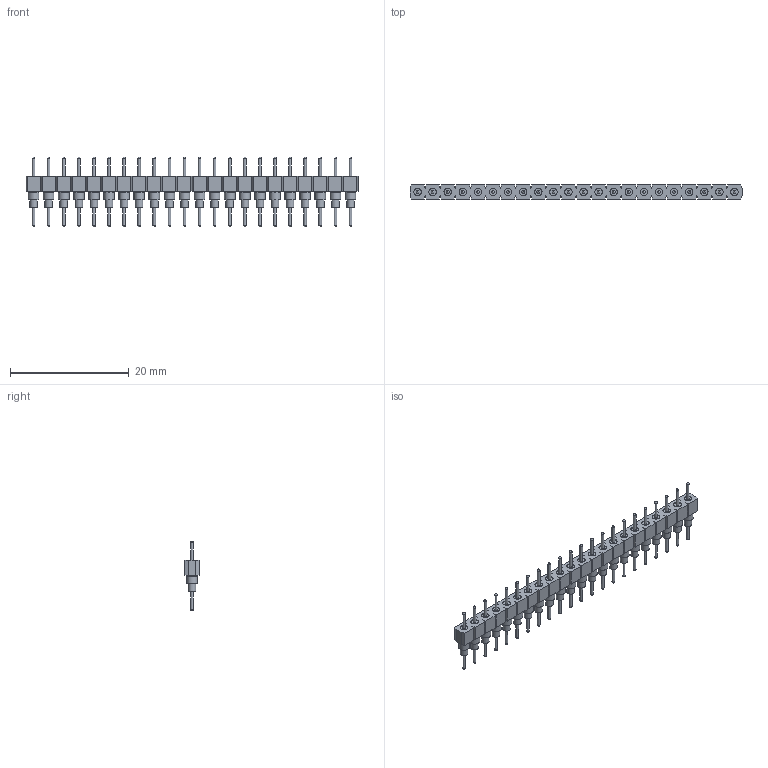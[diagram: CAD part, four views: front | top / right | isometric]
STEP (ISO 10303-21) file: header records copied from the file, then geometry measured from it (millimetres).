
FILE_DESCRIPTION(('FreeCAD Model'),'2;1');
FILE_NAME('Open CASCADE Shape Model','2025-01-12T11:53:49',(''),(''), 'Open CASCADE STEP processor 7.8','FreeCAD','Unknown');
FILE_SCHEMA(('AUTOMOTIVE_DESIGN { 1 0 10303 214 1 1 1 1 }'));
Length unit declared in the file: millimetre
Products named in the file (23): BBS-122-G-A_pins021; BBS-122-G-A_socket; BBS-122-G-A_pins; BBS-122-G-A_pins001; BBS-122-G-A_pins002; BBS-122-G-A_pins003; BBS-122-G-A_pins004; BBS-122-G-A_pins005; BBS-122-G-A_pins006; BBS-122-G-A_pins007; BBS-122-G-A_pins008; BBS-122-G-A_pins009; BBS-122-G-A_pins010; BBS-122-G-A_pins011; BBS-122-G-A_pins012; BBS-122-G-A_pins013; BBS-122-G-A_pins014; BBS-122-G-A_pins015; BBS-122-G-A_pins016; BBS-122-G-A_pins017; BBS-122-G-A_pins018; BBS-122-G-A_pins019; BBS-122-G-A_pins020
Bounding box: 55.88 x 2.44 x 11.68 mm (x, y, z)
Volume: 466.4 mm3; surface area: 1640.1 mm2
Topology: 23 solids, 23 shells, 400 faces, 952 edges, 642 vertices
Faces by surface type: plane 224, cylinder 132, sphere 44
Full cylindrical faces by diameter (mm): 0.457 x44, 1.27 x66, 1.778 x22
Entity records: 11948 total; most frequent: CARTESIAN_POINT 2303, DIRECTION 1864, ORIENTED_EDGE 1816, EDGE_CURVE 908, AXIS2_PLACEMENT_3D 731, VERTEX_POINT 642, FACE_BOUND 532, EDGE_LOOP 532
